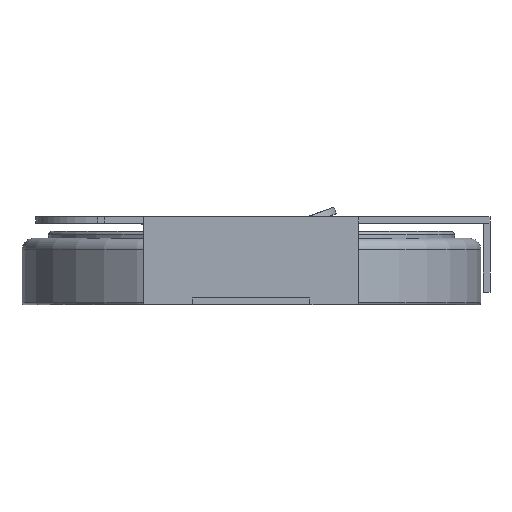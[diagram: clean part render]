
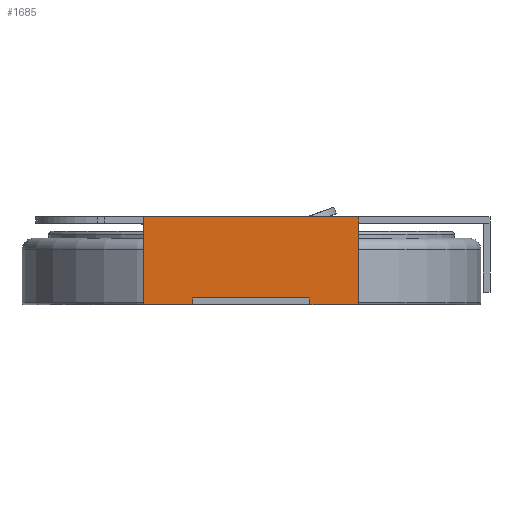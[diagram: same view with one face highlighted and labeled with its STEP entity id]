
A CAD part, left-side view. The second image highlights one B-rep face of the part: STEP entity #1685.
In plain terms, the highlighted planar face has unit normal (-1, 0, 0).
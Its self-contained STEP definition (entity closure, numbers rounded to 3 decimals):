
#179=FACE_OUTER_BOUND('',#273,.T.);
#273=EDGE_LOOP('',(#1470,#1471,#1472,#1473,#1474,#1475,#1476,#1477,#1478));
#417=LINE('',#2936,#617);
#458=LINE('',#3020,#658);
#462=LINE('',#3028,#662);
#468=LINE('',#3044,#668);
#470=LINE('',#3050,#670);
#475=LINE('',#3058,#675);
#476=LINE('',#3060,#676);
#477=LINE('',#3061,#677);
#478=LINE('',#3062,#678);
#617=VECTOR('',#2109,10.);
#658=VECTOR('',#2182,10.);
#662=VECTOR('',#2190,10.);
#668=VECTOR('',#2204,10.);
#670=VECTOR('',#2208,10.);
#675=VECTOR('',#2217,10.);
#676=VECTOR('',#2220,10.);
#677=VECTOR('',#2221,10.);
#678=VECTOR('',#2222,10.);
#791=VERTEX_POINT('',#2933);
#792=VERTEX_POINT('',#2935);
#818=VERTEX_POINT('',#3017);
#819=VERTEX_POINT('',#3019);
#821=VERTEX_POINT('',#3027);
#825=VERTEX_POINT('',#3038);
#827=VERTEX_POINT('',#3042);
#829=VERTEX_POINT('',#3047);
#830=VERTEX_POINT('',#3049);
#998=EDGE_CURVE('',#792,#791,#417,.T.);
#1041=EDGE_CURVE('',#818,#819,#458,.T.);
#1045=EDGE_CURVE('',#821,#792,#462,.T.);
#1053=EDGE_CURVE('',#825,#827,#468,.T.);
#1055=EDGE_CURVE('',#830,#829,#470,.T.);
#1060=EDGE_CURVE('',#827,#830,#475,.T.);
#1061=EDGE_CURVE('',#821,#829,#476,.T.);
#1062=EDGE_CURVE('',#819,#791,#477,.T.);
#1063=EDGE_CURVE('',#825,#818,#478,.T.);
#1470=ORIENTED_EDGE('',*,*,#1060,.T.);
#1471=ORIENTED_EDGE('',*,*,#1055,.T.);
#1472=ORIENTED_EDGE('',*,*,#1061,.F.);
#1473=ORIENTED_EDGE('',*,*,#1045,.T.);
#1474=ORIENTED_EDGE('',*,*,#998,.T.);
#1475=ORIENTED_EDGE('',*,*,#1062,.F.);
#1476=ORIENTED_EDGE('',*,*,#1041,.F.);
#1477=ORIENTED_EDGE('',*,*,#1063,.F.);
#1478=ORIENTED_EDGE('',*,*,#1053,.T.);
#1597=PLANE('',#1815);
#1685=ADVANCED_FACE('',(#179),#1597,.T.);
#1815=AXIS2_PLACEMENT_3D('',#3059,#2218,#2219);
#2109=DIRECTION('',(0.,0.,1.));
#2182=DIRECTION('',(0.,0.,1.));
#2190=DIRECTION('',(0.,0.,1.));
#2204=DIRECTION('',(0.,0.,1.));
#2208=DIRECTION('',(0.,0.,-1.));
#2217=DIRECTION('',(0.,-1.,0.));
#2218=DIRECTION('center_axis',(-1.,0.,0.));
#2219=DIRECTION('ref_axis',(0.,-1.,0.));
#2220=DIRECTION('',(0.,1.,0.));
#2221=DIRECTION('',(0.,-1.,0.));
#2222=DIRECTION('',(0.,1.,0.));
#2933=CARTESIAN_POINT('',(-10.498,-4.672,3.85));
#2935=CARTESIAN_POINT('',(-10.498,-4.672,3.55));
#2936=CARTESIAN_POINT('',(-10.498,-4.672,0.));
#3017=CARTESIAN_POINT('',(-10.498,4.72,0.));
#3019=CARTESIAN_POINT('',(-10.498,4.72,3.85));
#3020=CARTESIAN_POINT('',(-10.498,4.72,0.));
#3027=CARTESIAN_POINT('',(-10.498,-4.672,0.));
#3028=CARTESIAN_POINT('',(-10.498,-4.672,0.));
#3038=CARTESIAN_POINT('',(-10.498,2.55,0.));
#3042=CARTESIAN_POINT('',(-10.498,2.55,0.3));
#3044=CARTESIAN_POINT('',(-10.498,2.55,0.));
#3047=CARTESIAN_POINT('',(-10.498,-2.55,0.));
#3049=CARTESIAN_POINT('',(-10.498,-2.55,0.3));
#3050=CARTESIAN_POINT('',(-10.498,-2.55,0.));
#3058=CARTESIAN_POINT('',(-10.498,2.372,0.3));
#3059=CARTESIAN_POINT('Origin',(-10.498,4.72,0.));
#3060=CARTESIAN_POINT('',(-10.498,-4.672,0.));
#3061=CARTESIAN_POINT('',(-10.498,-4.672,3.85));
#3062=CARTESIAN_POINT('',(-10.498,-4.672,0.));
